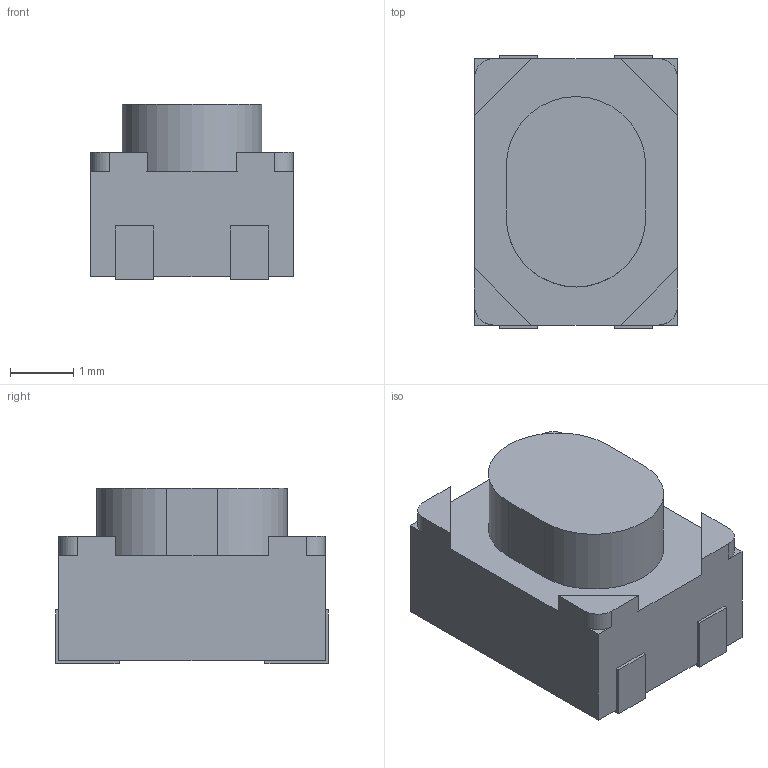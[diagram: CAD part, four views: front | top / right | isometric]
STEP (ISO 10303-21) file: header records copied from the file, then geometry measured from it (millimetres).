
FILE_DESCRIPTION(/* description */ (''),/* implementation_level */ '2;1');
FILE_NAME(/* name */ 'Button_(SKRPADE010).step',/* time_stamp */ '2024-03-14T16:30:37+01:00',/* author */ (''),/* organization */ (''),/* preprocessor_version */ 'ST-DEVELOPER v20',/* originating_system */ 'Autodesk Translation Framework v12.20.1.177',/* authorisation */ '');
FILE_SCHEMA (('AUTOMOTIVE_DESIGN { 1 0 10303 214 3 1 1 }'));
Length unit declared in the file: millimetre
Products named in the file (1): Button (SKRPADE010)
Bounding box: 3.2 x 4.3 x 2.77 mm (x, y, z)
Volume: 28.9 mm3; surface area: 65.2 mm2
Topology: 1 solids, 1 shells, 51 faces, 144 edges, 96 vertices
Faces by surface type: plane 45, cylinder 6
Entity records: 1728 total; most frequent: CARTESIAN_POINT 292, ORIENTED_EDGE 288, DIRECTION 260, EDGE_CURVE 144, LINE 132, VECTOR 132, VERTEX_POINT 96, AXIS2_PLACEMENT_3D 64
